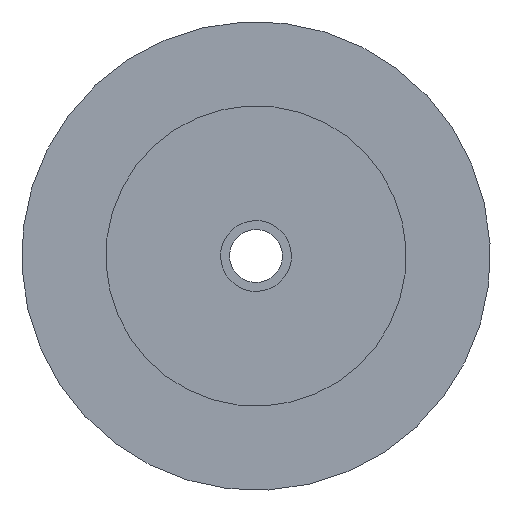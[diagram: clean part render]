
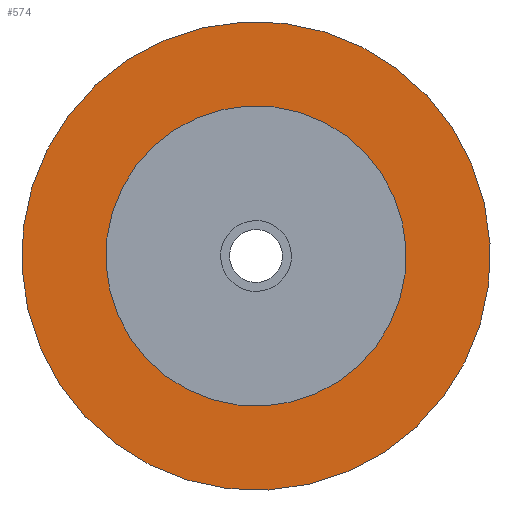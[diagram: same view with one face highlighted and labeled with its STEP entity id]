
A CAD part, front view. The second image highlights one B-rep face of the part: STEP entity #574.
In plain terms, the highlighted planar face has unit normal (0, -1, 0).
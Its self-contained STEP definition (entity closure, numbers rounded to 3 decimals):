
#87=FACE_BOUND('',#154,.T.);
#115=FACE_OUTER_BOUND('',#153,.T.);
#153=EDGE_LOOP('',(#519,#520));
#154=EDGE_LOOP('',(#521,#522));
#218=CIRCLE('',#685,26.5);
#219=CIRCLE('',#686,26.5);
#220=CIRCLE('',#688,16.98);
#221=CIRCLE('',#689,16.98);
#281=VERTEX_POINT('',#1063);
#282=VERTEX_POINT('',#1064);
#283=VERTEX_POINT('',#1069);
#284=VERTEX_POINT('',#1070);
#361=EDGE_CURVE('',#281,#282,#218,.T.);
#362=EDGE_CURVE('',#282,#281,#219,.T.);
#364=EDGE_CURVE('',#283,#284,#220,.T.);
#365=EDGE_CURVE('',#284,#283,#221,.T.);
#519=ORIENTED_EDGE('',*,*,#361,.T.);
#520=ORIENTED_EDGE('',*,*,#362,.T.);
#521=ORIENTED_EDGE('',*,*,#364,.F.);
#522=ORIENTED_EDGE('',*,*,#365,.F.);
#546=PLANE('',#687);
#574=ADVANCED_FACE('',(#115,#87),#546,.T.);
#685=AXIS2_PLACEMENT_3D('',#1065,#882,#883);
#686=AXIS2_PLACEMENT_3D('',#1066,#884,#885);
#687=AXIS2_PLACEMENT_3D('',#1068,#887,#888);
#688=AXIS2_PLACEMENT_3D('',#1071,#889,#890);
#689=AXIS2_PLACEMENT_3D('',#1072,#891,#892);
#882=DIRECTION('center_axis',(0.,-1.,0.));
#883=DIRECTION('ref_axis',(0.993,0.,-0.12));
#884=DIRECTION('center_axis',(0.,-1.,0.));
#885=DIRECTION('ref_axis',(0.993,0.,-0.12));
#887=DIRECTION('center_axis',(0.,-1.,0.));
#888=DIRECTION('ref_axis',(-0.12,0.,-0.993));
#889=DIRECTION('center_axis',(0.,-1.,0.));
#890=DIRECTION('ref_axis',(0.993,0.,-0.12));
#891=DIRECTION('center_axis',(0.,-1.,0.));
#892=DIRECTION('ref_axis',(0.993,0.,-0.12));
#1063=CARTESIAN_POINT('',(26.309,0.,-3.175));
#1064=CARTESIAN_POINT('',(-26.309,0.,3.175));
#1065=CARTESIAN_POINT('Origin',(0.,0.,
0.));
#1066=CARTESIAN_POINT('Origin',(0.,0.,
0.));
#1068=CARTESIAN_POINT('Origin',(16.857,0.,
-2.034));
#1069=CARTESIAN_POINT('',(16.857,0.,-2.034));
#1070=CARTESIAN_POINT('',(-16.857,0.,2.034));
#1071=CARTESIAN_POINT('Origin',(0.,0.,
0.));
#1072=CARTESIAN_POINT('Origin',(0.,0.,
0.));
